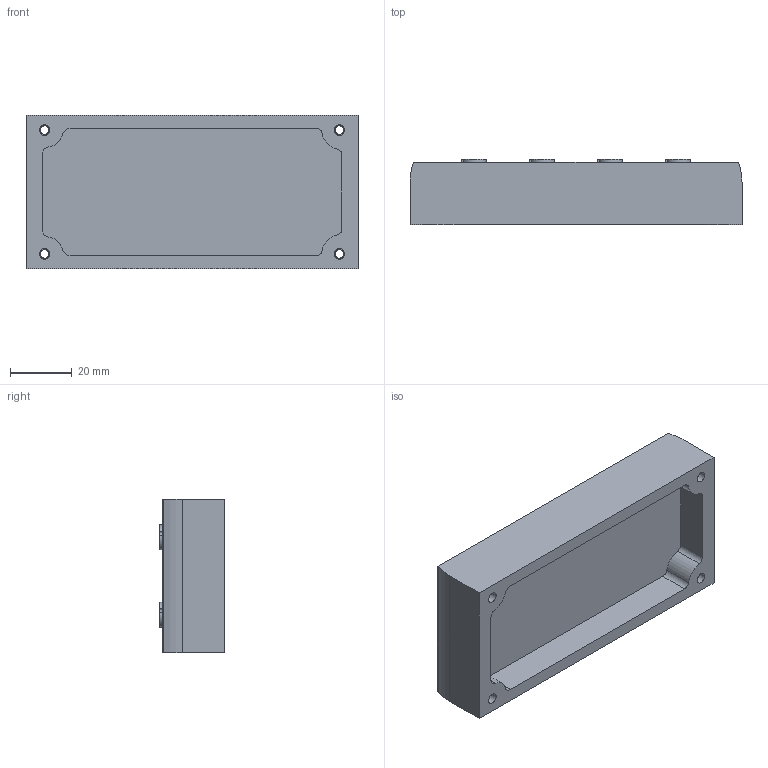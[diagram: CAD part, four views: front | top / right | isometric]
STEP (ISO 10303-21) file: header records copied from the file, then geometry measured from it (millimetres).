
FILE_DESCRIPTION(/* description */ ('STEP AP214'),/* implementation_level */ '2;1');
FILE_NAME(/* name */ '3606900_CPX-AB-8-M12X2-5POL',/* time_stamp */ '2024-08-07T18:23:38+02:00',/* author */ ('License CC BY-ND 4.0'),/* organization */ ('CADENAS'),/* preprocessor_version */ 'ST-DEVELOPER v19.3',/* originating_system */ 'PARTsolutions',/* authorisation */ ' ');
FILE_SCHEMA (('AUTOMOTIVE_DESIGN {1 0 10303 214 3 1 1}'));
Length unit declared in the file: millimetre
Products named in the file (1): 3606900 CPX-AB-8-M12X2-5POL
Bounding box: 107.3 x 21 x 49.7 mm (x, y, z)
Volume: 63724.9 mm3; surface area: 26041.6 mm2
Topology: 1 solids, 1 shells, 207 faces, 372 edges, 240 vertices
Faces by surface type: cylinder 104, plane 83, cone 20
Full cylindrical faces by diameter (mm): 1.5 x40, 2.8 x4, 3.4 x8, 7.5 x4, 10.917 x8, 12.5 x8
Entity records: 4704 total; most frequent: DIRECTION 920, CARTESIAN_POINT 728, ORIENTED_EDGE 560, AXIS2_PLACEMENT_3D 432, EDGE_LOOP 380, FACE_BOUND 380, EDGE_CURVE 280, VERTEX_POINT 240
